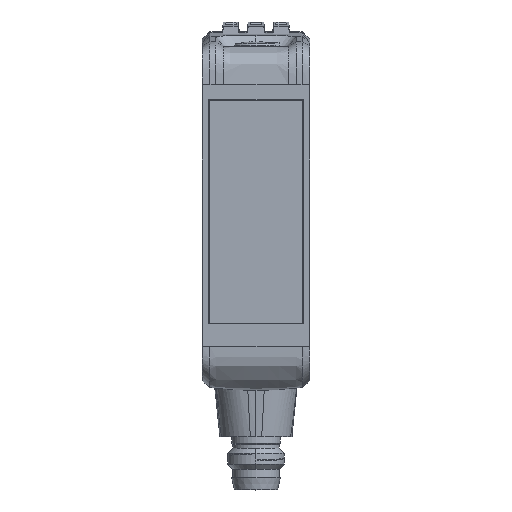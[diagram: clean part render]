
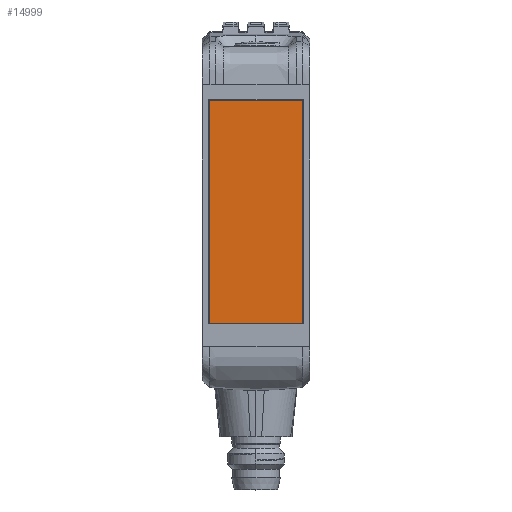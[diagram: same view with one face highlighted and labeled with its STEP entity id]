
A CAD part, top view. The second image highlights one B-rep face of the part: STEP entity #14999.
In plain terms, the highlighted planar face has unit normal (0, -0.026, 1).
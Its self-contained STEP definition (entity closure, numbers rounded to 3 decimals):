
#5953=DIRECTION('',(-1.,0.,0.));
#5954=VECTOR('',#5953,13.15);
#5955=CARTESIAN_POINT('',(6.575,3.224,4.807));
#5956=LINE('',#5955,#5954);
#5960=DIRECTION('',(0.,1.,0.026));
#5961=VECTOR('',#5960,31.5);
#5962=CARTESIAN_POINT('',(-6.575,3.224,4.807));
#5963=LINE('',#5962,#5961);
#5967=DIRECTION('',(1.,0.,0.));
#5968=VECTOR('',#5967,13.15);
#5969=CARTESIAN_POINT('',(-6.575,34.713,5.631));
#5970=LINE('',#5969,#5968);
#5974=DIRECTION('',(0.,-1.,-0.026));
#5975=VECTOR('',#5974,31.5);
#5976=CARTESIAN_POINT('',(6.575,34.713,5.631));
#5977=LINE('',#5976,#5975);
#7064=CARTESIAN_POINT('',(-6.575,3.224,4.807));
#7065=VERTEX_POINT('',#7064);
#7066=CARTESIAN_POINT('',(6.575,3.224,4.807));
#7067=VERTEX_POINT('',#7066);
#7068=CARTESIAN_POINT('',(-6.575,34.713,5.631));
#7069=VERTEX_POINT('',#7068);
#7070=CARTESIAN_POINT('',(6.575,34.713,5.631));
#7071=VERTEX_POINT('',#7070);
#14988=CARTESIAN_POINT('',(0.,18.968,5.219));
#14989=DIRECTION('',(0.,0.026,-1.));
#14990=DIRECTION('',(0.,1.,0.026));
#14991=AXIS2_PLACEMENT_3D('',#14988,#14989,#14990);
#14992=PLANE('',#14991);
#14993=ORIENTED_EDGE('',*,*,#14940,.T.);
#14994=ORIENTED_EDGE('',*,*,#14955,.T.);
#14995=ORIENTED_EDGE('',*,*,#14969,.T.);
#14996=ORIENTED_EDGE('',*,*,#14982,.T.);
#14997=EDGE_LOOP('',(#14993,#14994,#14995,#14996));
#14998=FACE_OUTER_BOUND('',#14997,.F.);
#14999=ADVANCED_FACE('',(#14998),#14992,.F.);
#14940=EDGE_CURVE('',#7067,#7065,#5956,.T.);
#14955=EDGE_CURVE('',#7065,#7069,#5963,.T.);
#14969=EDGE_CURVE('',#7069,#7071,#5970,.T.);
#14982=EDGE_CURVE('',#7071,#7067,#5977,.T.);
